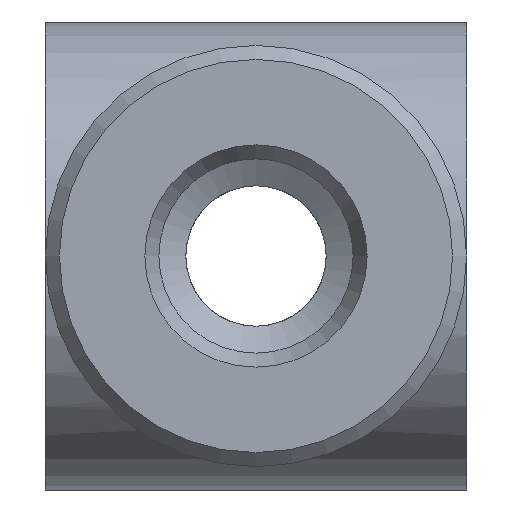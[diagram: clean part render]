
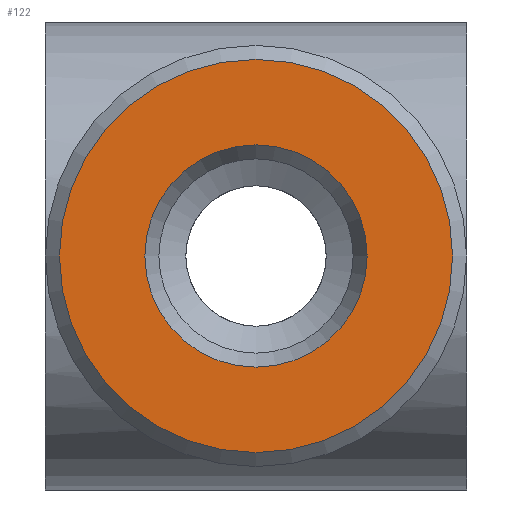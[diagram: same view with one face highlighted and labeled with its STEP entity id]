
A CAD part, left-side view. The second image highlights one B-rep face of the part: STEP entity #122.
In plain terms, the highlighted planar face has unit normal (-1, 0, 0).
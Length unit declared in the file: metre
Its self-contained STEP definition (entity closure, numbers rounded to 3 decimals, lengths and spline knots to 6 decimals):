
#122 = ADVANCED_FACE( 'NONE', ( #280, #281 ), #282, .T. );
#280 = FACE_OUTER_BOUND( '', #811, .T. );
#281 = FACE_BOUND( '', #812, .T. );
#282 = PLANE( '', #813 );
#811 = EDGE_LOOP( '', ( #1174 ) );
#812 = EDGE_LOOP( '', ( #1175 ) );
#813 = AXIS2_PLACEMENT_3D( '', #1176, #1177, #1178 );
#1174 = ORIENTED_EDGE( '', *, *, #1315, .F. );
#1175 = ORIENTED_EDGE( '', *, *, #1330, .T. );
#1176 = CARTESIAN_POINT( '', ( -0.0191, 0.0042, 0. ) );
#1177 = DIRECTION( '', ( -1., 0., 0. ) );
#1178 = DIRECTION( '', ( 0., 1., 0. ) );
#1315 = EDGE_CURVE( 'NONE', #1442, #1442, #1443, .T. );
#1330 = EDGE_CURVE( 'NONE', #1465, #1465, #1466, .T. );
#1442 = VERTEX_POINT( '', #1777 );
#1443 = CIRCLE( '', #1778, 0.0042 );
#1465 = VERTEX_POINT( '', #1932 );
#1466 = CIRCLE( '', #1933, 0.002375 );
#1777 = CARTESIAN_POINT( '', ( -0.0191, 0., -0.0042 ) );
#1778 = AXIS2_PLACEMENT_3D( '', #2095, #2096, #2097 );
#1932 = CARTESIAN_POINT( '', ( -0.0191, 0., -0.002375 ) );
#1933 = AXIS2_PLACEMENT_3D( '', #2113, #2114, #2115 );
#2095 = CARTESIAN_POINT( '', ( -0.0191, 0., 0. ) );
#2096 = DIRECTION( '', ( 1., 0., 0. ) );
#2097 = DIRECTION( '', ( 0., 0., -1. ) );
#2113 = CARTESIAN_POINT( '', ( -0.0191, 0., 0. ) );
#2114 = DIRECTION( '', ( 1., 0., 0. ) );
#2115 = DIRECTION( '', ( 0., 0., -1. ) );
